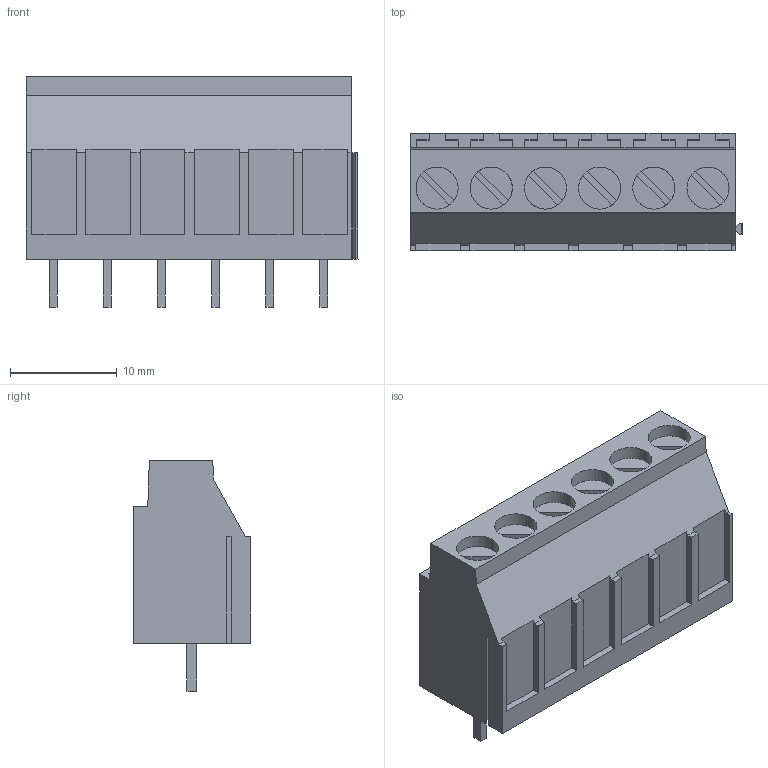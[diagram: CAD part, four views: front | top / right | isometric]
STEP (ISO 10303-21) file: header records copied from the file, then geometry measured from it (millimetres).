
FILE_DESCRIPTION(('CATIA V5 STEP Exchange','CAx-IF Rec.Pracs.--- Model Styling and Organization---1.4--- 2014-01-23'),'2;1');
FILE_NAME ('227437-1_0_2567140000_2567140000.stp','2021-07-20T12:21:44+00:00',('none'),('Weidmueller'),'CATIA Version 5-6 Release 2016 SP3 HF44','CATIA V5 STEP AP214','none');
FILE_SCHEMA(('AUTOMOTIVE_DESIGN { 1 0 10303 214 1 1 1 1 }'));
Length unit declared in the file: millimetre
Products named in the file (1): 2567140000
Bounding box: 31.13 x 11 x 21.6 mm (x, y, z)
Volume: 4433.9 mm3; surface area: 3244.7 mm2
Topology: 13 solids, 13 shells, 321 faces, 819 edges, 542 vertices
Faces by surface type: plane 297, cylinder 24
Entity records: 9583 total; most frequent: CARTESIAN_POINT 1725, ORIENTED_EDGE 1638, DIRECTION 1321, EDGE_CURVE 819, VECTOR 747, LINE 747, VERTEX_POINT 542, EDGE_LOOP 339
